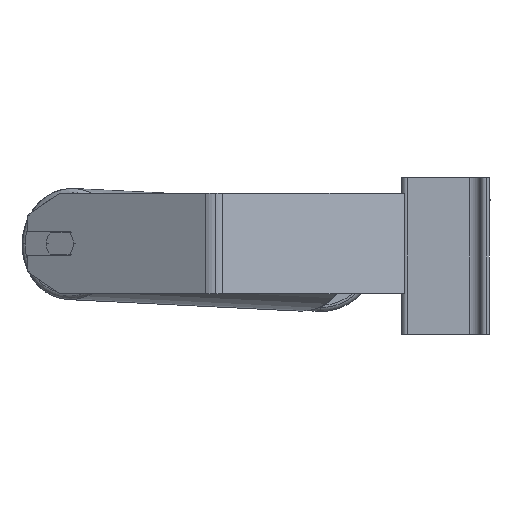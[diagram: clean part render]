
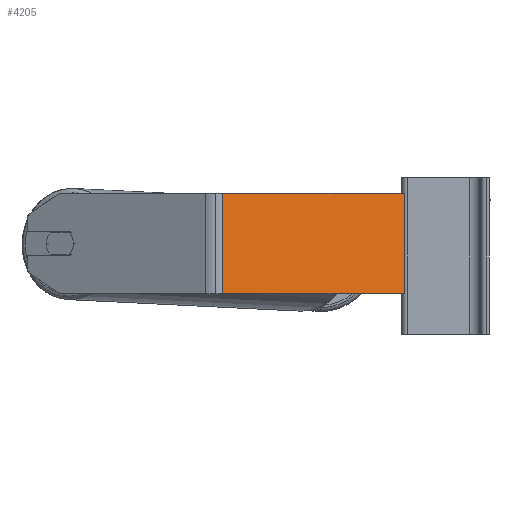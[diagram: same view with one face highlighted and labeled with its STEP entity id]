
A CAD part, left-side view. The second image highlights one B-rep face of the part: STEP entity #4205.
In plain terms, the highlighted planar face has unit normal (-0.94, -0.342, 0).
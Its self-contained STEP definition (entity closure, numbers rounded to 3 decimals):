
#20 = FACE_OUTER_BOUND ( 'NONE', #3126, .T. ) ;
#74 = DIRECTION ( 'NONE',  ( 0.94, 0.342, 0. ) ) ;
#470 = CARTESIAN_POINT ( 'NONE',  ( -587.518, 15.948, 50. ) ) ;
#569 = ORIENTED_EDGE ( 'NONE', *, *, #9615, .F. ) ;
#954 = CARTESIAN_POINT ( 'NONE',  ( -587.518, 15.948, 50. ) ) ;
#1252 = DIRECTION ( 'NONE',  ( 0., 0., -1. ) ) ;
#1401 = VERTEX_POINT ( 'NONE', #470 ) ;
#2128 = VERTEX_POINT ( 'NONE', #8321 ) ;
#2173 = ORIENTED_EDGE ( 'NONE', *, *, #5911, .F. ) ;
#2512 = CARTESIAN_POINT ( 'NONE',  ( -642.919, 168.162, 50. ) ) ;
#2530 = AXIS2_PLACEMENT_3D ( 'NONE', #2512, #74, #5803 ) ;
#2812 = ORIENTED_EDGE ( 'NONE', *, *, #3932, .T. ) ;
#3126 = EDGE_LOOP ( 'NONE', ( #2812, #569, #2173, #7677 ) ) ;
#3655 = LINE ( 'NONE', #3860, #5619 ) ;
#3726 = LINE ( 'NONE', #7735, #5334 ) ;
#3860 = CARTESIAN_POINT ( 'NONE',  ( -642.919, 168.162, -30. ) ) ;
#3932 = EDGE_CURVE ( 'NONE', #2128, #4872, #3655, .T. ) ;
#4205 = ADVANCED_FACE ( 'NONE', ( #20 ), #9862, .F. ) ;
#4872 = VERTEX_POINT ( 'NONE', #10544 ) ;
#5334 = VECTOR ( 'NONE', #1252, 1000. ) ;
#5619 = VECTOR ( 'NONE', #8088, 1000. ) ;
#5679 = LINE ( 'NONE', #954, #6559 ) ;
#5803 = DIRECTION ( 'NONE',  ( -0.342, 0.94, 0. ) ) ;
#5911 = EDGE_CURVE ( 'NONE', #8597, #1401, #7792, .T. ) ;
#6247 = DIRECTION ( 'NONE',  ( 0.342, -0.94, 0. ) ) ;
#6559 = VECTOR ( 'NONE', #9088, 1000. ) ;
#6798 = EDGE_CURVE ( 'NONE', #8597, #2128, #3726, .T. ) ;
#7254 = CARTESIAN_POINT ( 'NONE',  ( -640.367, 161.151, 50. ) ) ;
#7677 = ORIENTED_EDGE ( 'NONE', *, *, #6798, .T. ) ;
#7735 = CARTESIAN_POINT ( 'NONE',  ( -640.367, 161.151, 50. ) ) ;
#7792 = LINE ( 'NONE', #10276, #9760 ) ;
#8088 = DIRECTION ( 'NONE',  ( 0.342, -0.94, 0. ) ) ;
#8321 = CARTESIAN_POINT ( 'NONE',  ( -640.367, 161.151, -30. ) ) ;
#8597 = VERTEX_POINT ( 'NONE', #7254 ) ;
#9088 = DIRECTION ( 'NONE',  ( 0., 0., -1. ) ) ;
#9615 = EDGE_CURVE ( 'NONE', #1401, #4872, #5679, .T. ) ;
#9760 = VECTOR ( 'NONE', #6247, 1000. ) ;
#9862 = PLANE ( 'NONE',  #2530 ) ;
#10276 = CARTESIAN_POINT ( 'NONE',  ( -642.919, 168.162, 50. ) ) ;
#10544 = CARTESIAN_POINT ( 'NONE',  ( -587.518, 15.948, -30. ) ) ;
